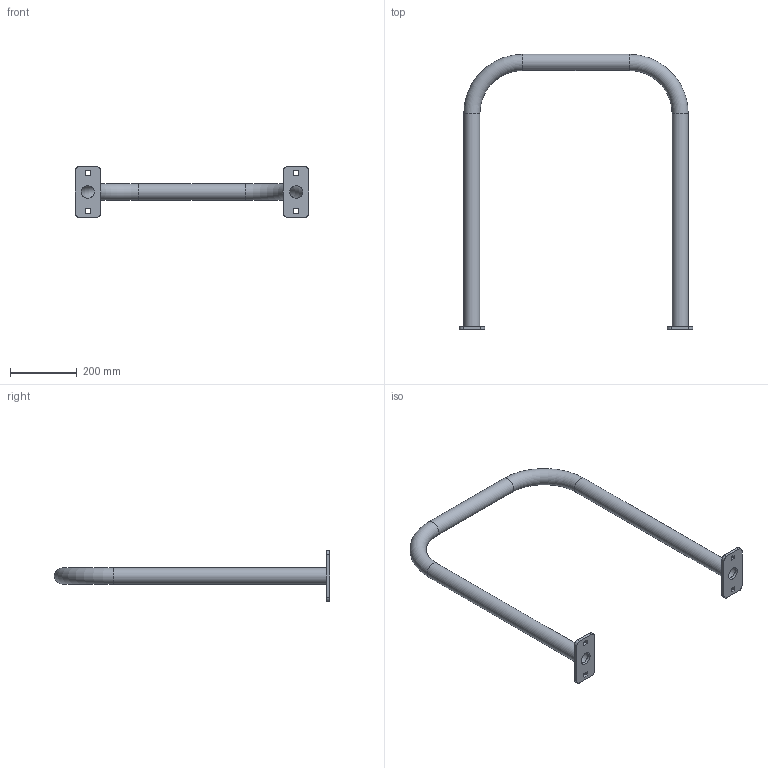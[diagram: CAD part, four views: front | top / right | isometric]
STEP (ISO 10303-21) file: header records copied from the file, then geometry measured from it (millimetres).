
FILE_DESCRIPTION(/* description */ (''),/* implementation_level */ '2;1');
FILE_NAME(/* name */ 'HR101.stp',/* time_stamp */ '2026-01-30T12:50:07-08:00',/* author */ ('chadm'),/* organization */ (''),/* preprocessor_version */ 'ST-DEVELOPER v20.1',/* originating_system */ 'Autodesk Inventor 2026',/* authorisation */ '');
FILE_SCHEMA (('AUTOMOTIVE_DESIGN { 1 0 10303 214 3 1 1 }'));
Length unit declared in the file: inch
Products named in the file (1): HR100 SERIES-RAW INVERTED U
Bounding box: 698.5 x 822.12 x 152.4 mm (x, y, z)
Volume: 1246387.9 mm3; surface area: 632391.9 mm2
Topology: 3 solids, 3 shells, 66 faces, 176 edges, 116 vertices
Faces by surface type: cylinder 32, plane 30, torus 4
Full cylindrical faces by diameter (mm): 38.1 x2, 40.894 x3, 48.26 x3
Entity records: 2235 total; most frequent: DIRECTION 382, CARTESIAN_POINT 359, ORIENTED_EDGE 352, EDGE_CURVE 176, AXIS2_PLACEMENT_3D 139, VERTEX_POINT 116, LINE 104, VECTOR 104
